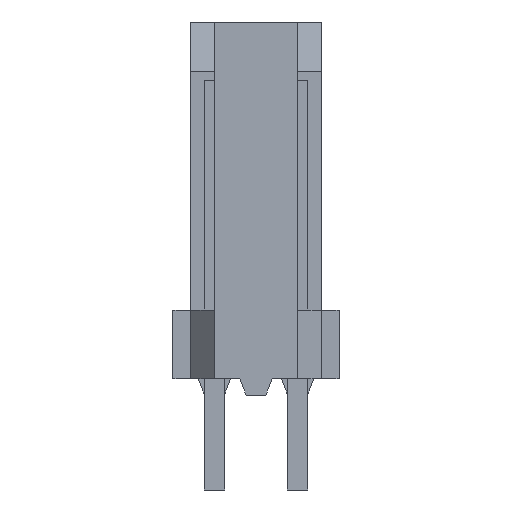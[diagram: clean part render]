
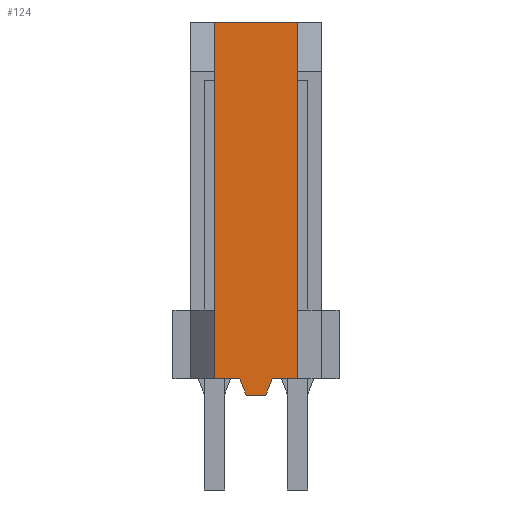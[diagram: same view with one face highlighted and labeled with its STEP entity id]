
A CAD part, front view. The second image highlights one B-rep face of the part: STEP entity #124.
In plain terms, the highlighted planar face has unit normal (0, -1, 0).
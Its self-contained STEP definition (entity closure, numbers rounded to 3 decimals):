
#124=ADVANCED_FACE('',(#340),#341,.T.);
#340=FACE_OUTER_BOUND('',#665,.T.);
#341=PLANE('',#666);
#665=EDGE_LOOP('',(#1369,#1370,#1371,#1372,#1373,#1374,#1375,#1376));
#666=AXIS2_PLACEMENT_3D('',#1377,#1378,#1379);
#1369=ORIENTED_EDGE('',*,*,#2455,.T.);
#1370=ORIENTED_EDGE('',*,*,#2408,.T.);
#1371=ORIENTED_EDGE('',*,*,#2456,.T.);
#1372=ORIENTED_EDGE('',*,*,#2457,.T.);
#1373=ORIENTED_EDGE('',*,*,#2458,.T.);
#1374=ORIENTED_EDGE('',*,*,#2393,.T.);
#1375=ORIENTED_EDGE('',*,*,#2459,.T.);
#1376=ORIENTED_EDGE('',*,*,#2460,.F.);
#1377=CARTESIAN_POINT('',(2.54,-2.5,-10.9));
#1378=DIRECTION('',(0.0,-1.0,0.0));
#1379=DIRECTION('',(0.0,0.0,-1.0));
#2393=EDGE_CURVE('',#2979,#2977,#2980,.T.);
#2408=EDGE_CURVE('',#3007,#3005,#3008,.T.);
#2455=EDGE_CURVE('',#3081,#3007,#3083,.T.);
#2456=EDGE_CURVE('',#3005,#3084,#3085,.T.);
#2457=EDGE_CURVE('',#3084,#3086,#3087,.T.);
#2458=EDGE_CURVE('',#3086,#2979,#3088,.T.);
#2459=EDGE_CURVE('',#2977,#3089,#3090,.T.);
#2460=EDGE_CURVE('',#3081,#3089,#3091,.T.);
#2977=VERTEX_POINT('',#3817);
#2979=VERTEX_POINT('',#3820);
#2980=LINE('',#3821,#3822);
#3005=VERTEX_POINT('',#3860);
#3007=VERTEX_POINT('',#3863);
#3008=LINE('',#3864,#3865);
#3081=VERTEX_POINT('',#3983);
#3083=LINE('',#3986,#3987);
#3084=VERTEX_POINT('',#3988);
#3085=LINE('',#3989,#3990);
#3086=VERTEX_POINT('',#3991);
#3087=LINE('',#3992,#3993);
#3088=LINE('',#3994,#3995);
#3089=VERTEX_POINT('',#3996);
#3090=LINE('',#3997,#3998);
#3091=LINE('',#3999,#4000);
#3817=CARTESIAN_POINT('',(-0.5,-2.5,-10.9));
#3820=CARTESIAN_POINT('',(-1.27,-2.5,-10.9));
#3821=CARTESIAN_POINT('',(-1.27,-2.5,-10.9));
#3822=VECTOR('',#4713,0.77);
#3860=CARTESIAN_POINT('',(1.27,-2.5,-10.9));
#3863=CARTESIAN_POINT('',(0.5,-2.5,-10.9));
#3864=CARTESIAN_POINT('',(0.5,-2.5,-10.9));
#3865=VECTOR('',#4728,0.77);
#3983=CARTESIAN_POINT('',(0.3,-2.5,-11.4));
#3986=CARTESIAN_POINT('',(0.3,-2.5,-11.4));
#3987=VECTOR('',#4775,0.539);
#3988=CARTESIAN_POINT('',(1.27,-2.5,0.0));
#3989=CARTESIAN_POINT('',(1.27,-2.5,-10.9));
#3990=VECTOR('',#4776,10.9);
#3991=CARTESIAN_POINT('',(-1.27,-2.5,0.0));
#3992=CARTESIAN_POINT('',(1.27,-2.5,0.0));
#3993=VECTOR('',#4777,2.54);
#3994=CARTESIAN_POINT('',(-1.27,-2.5,0.0));
#3995=VECTOR('',#4778,10.9);
#3996=CARTESIAN_POINT('',(-0.3,-2.5,-11.4));
#3997=CARTESIAN_POINT('',(-0.5,-2.5,-10.9));
#3998=VECTOR('',#4779,0.539);
#3999=CARTESIAN_POINT('',(0.3,-2.5,-11.4));
#4000=VECTOR('',#4780,0.6);
#4713=DIRECTION('',(1.0,0.0,0.0));
#4728=DIRECTION('',(1.0,0.0,0.0));
#4775=DIRECTION('',(0.371,0.0,0.928));
#4776=DIRECTION('',(0.0,0.0,1.0));
#4777=DIRECTION('',(-1.0,0.0,0.0));
#4778=DIRECTION('',(0.0,0.0,-1.0));
#4779=DIRECTION('',(0.371,0.0,-0.928));
#4780=DIRECTION('',(-1.0,0.0,0.0));
